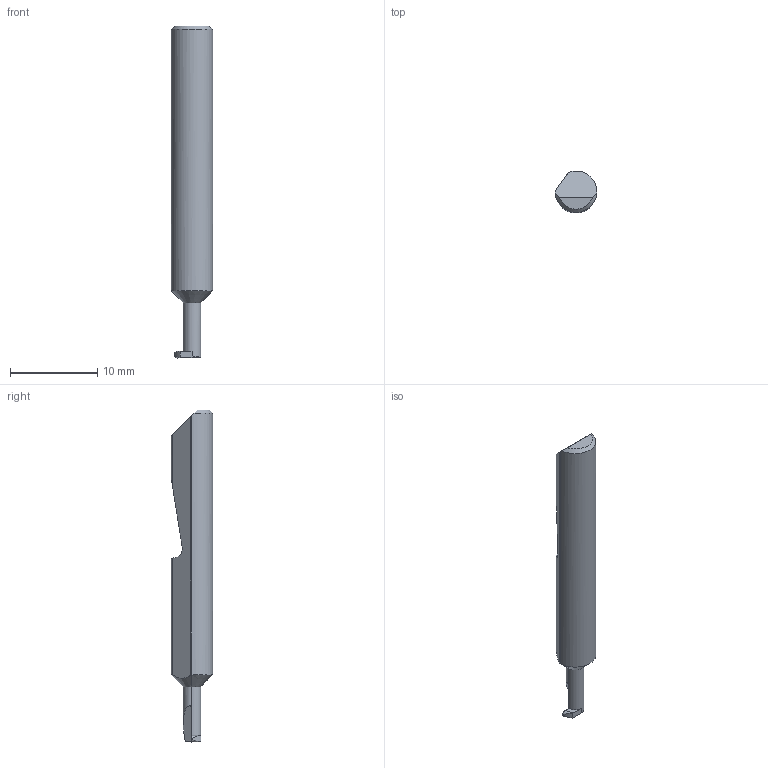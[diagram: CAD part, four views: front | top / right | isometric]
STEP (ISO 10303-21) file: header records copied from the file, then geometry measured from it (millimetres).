
FILE_DESCRIPTION (( 'STEP AP214' ), '1' );
FILE_NAME ('Micro_QMFR-030-250-120X.STEP', '2021-09-09T00:23:45', ( '' ), ( '' ), 'SwSTEP 2.0', 'SolidWorks 2020', '' );
FILE_SCHEMA (( 'AUTOMOTIVE_DESIGN' ));
Length unit declared in the file: inch
Products named in the file (1): Micro_QMFR-030-250-120X
Bounding box: 4.76 x 4.76 x 38.09 mm (x, y, z)
Volume: 523.2 mm3; surface area: 518.2 mm2
Topology: 1 solids, 1 shells, 25 faces, 61 edges, 38 vertices
Faces by surface type: plane 13, cylinder 9, cone 3
Entity records: 798 total; most frequent: CARTESIAN_POINT 226, ORIENTED_EDGE 122, DIRECTION 97, EDGE_CURVE 61, VERTEX_POINT 38, AXIS2_PLACEMENT_3D 33, LINE 31, VECTOR 31
